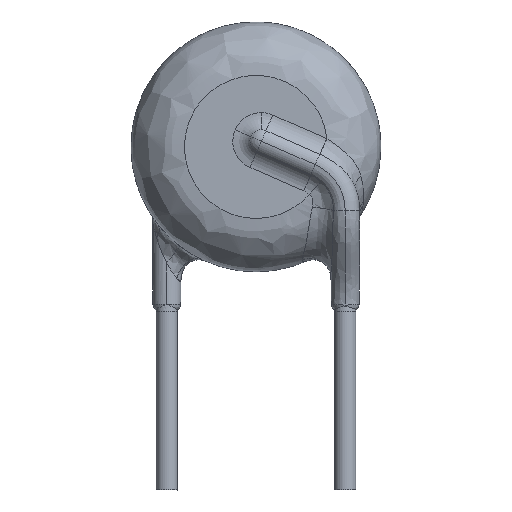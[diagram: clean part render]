
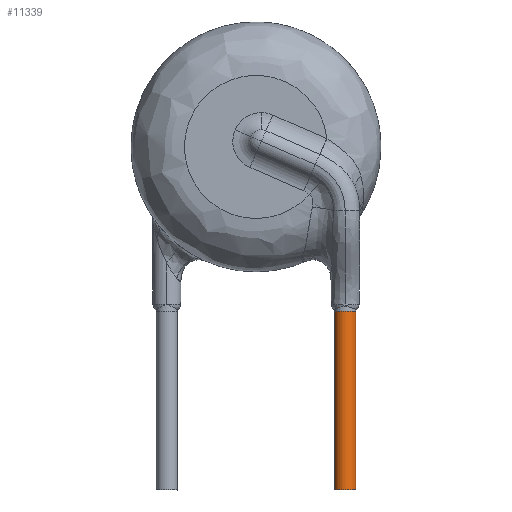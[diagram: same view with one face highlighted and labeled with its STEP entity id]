
A CAD part, front view. The second image highlights one B-rep face of the part: STEP entity #11339.
In plain terms, the highlighted free-form (B-spline) face has degree [3, 1] with [7, 2] control points.
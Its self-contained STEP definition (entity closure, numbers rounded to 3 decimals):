
#91 = CARTESIAN_POINT ( 'NONE',  ( 2.8, -1.6, -9.609 ) ) ;
#404 = CARTESIAN_POINT ( 'NONE',  ( 2.8, -1., -9.609 ) ) ;
#941 = DIRECTION ( 'NONE',  ( -0.002, 0., 1. ) ) ;
#982 = CIRCLE ( 'NONE', #4660, 0.3 ) ;
#1095 = CARTESIAN_POINT ( 'NONE',  ( 2.2, -1., -9.61 ) ) ;
#1250 = CARTESIAN_POINT ( 'NONE',  ( 2.8, -1.6, -4.609 ) ) ;
#1343 = CARTESIAN_POINT ( 'NONE',  ( 2.2, -0.4, -9.61 ) ) ;
#2090 = VERTEX_POINT ( 'NONE', #3999 ) ;
#2206 = VERTEX_POINT ( 'NONE', #1095 ) ;
#2554 = CARTESIAN_POINT ( 'NONE',  ( 2.8, -1., -4.609 ) ) ;
#2733 = CARTESIAN_POINT ( 'NONE',  ( 2.2, -1.6, -9.61 ) ) ;
#3443 = CARTESIAN_POINT ( 'NONE',  ( 2.5, -1., -9.609 ) ) ;
#3811 = CARTESIAN_POINT ( 'NONE',  ( 2.8, -1., -9.609 ) ) ;
#3999 = CARTESIAN_POINT ( 'NONE',  ( 2.2, -1., -4.61 ) ) ;
#4002 = EDGE_CURVE ( 'NONE', #2090, #2206, #12456, .T. ) ;
#4139 = EDGE_LOOP ( 'NONE', ( #11747, #6354, #9339, #7662 ) ) ;
#4495 = CARTESIAN_POINT ( 'NONE',  ( 2.8, -1., -4.609 ) ) ;
#4660 = AXIS2_PLACEMENT_3D ( 'NONE', #3443, #941, #5971 ) ;
#5143 = CARTESIAN_POINT ( 'NONE',  ( 2.2, -1., -4.61 ) ) ;
#5971 = DIRECTION ( 'NONE',  ( 1., 0., 0.002 ) ) ;
#6169 = EDGE_CURVE ( 'NONE', #13036, #10790, #12506, .T. ) ;
#6351 = FACE_OUTER_BOUND ( 'NONE', #4139, .T. ) ;
#6354 = ORIENTED_EDGE ( 'NONE', *, *, #4002, .T. ) ;
#6427 = CARTESIAN_POINT ( 'NONE',  ( 2.8, -1., -4.609 ) ) ;
#6600 = CARTESIAN_POINT ( 'NONE',  ( 2.2, -1.6, -4.61 ) ) ;
#7658 = CARTESIAN_POINT ( 'NONE',  ( 2.2, -1., -4.61 ) ) ;
#7662 = ORIENTED_EDGE ( 'NONE', *, *, #6169, .F. ) ;
#8381 = CIRCLE ( 'NONE', #13099, 0.3 ) ;
#8673 = DIRECTION ( 'NONE',  ( 1., 0., 0.002 ) ) ;
#9002 = CARTESIAN_POINT ( 'NONE',  ( 2.8, -0.4, -4.609 ) ) ;
#9339 = ORIENTED_EDGE ( 'NONE', *, *, #12150, .T. ) ;
#10062 = CARTESIAN_POINT ( 'NONE',  ( 2.8, -1., -9.609 ) ) ;
#10138 = CARTESIAN_POINT ( 'NONE',  ( 2.8, -1., -4.609 ) ) ;
#10212 = CARTESIAN_POINT ( 'NONE',  ( 2.2, -1., -9.61 ) ) ;
#10517 = EDGE_CURVE ( 'NONE', #2090, #13036, #8381, .T. ) ;
#10790 = VERTEX_POINT ( 'NONE', #404 ) ;
#11128 = CARTESIAN_POINT ( 'NONE',  ( 2.5, -1., -4.609 ) ) ;
#11339 = ADVANCED_FACE ( 'NONE', ( #6351 ), #12769, .F. ) ;
#11747 = ORIENTED_EDGE ( 'NONE', *, *, #10517, .F. ) ;
#12150 = EDGE_CURVE ( 'NONE', #2206, #10790, #982, .T. ) ;
#12456 = B_SPLINE_CURVE_WITH_KNOTS ( 'NONE', 1,
 ( #5143, #15274 ),
 .UNSPECIFIED., .F., .F.,
 ( 2, 2 ),
 ( 0., 1. ),
 .UNSPECIFIED. ) ;
#12506 = B_SPLINE_CURVE_WITH_KNOTS ( 'NONE', 1,
 ( #2554, #12895 ),
 .UNSPECIFIED., .F., .F.,
 ( 2, 2 ),
 ( 0., 1. ),
 .UNSPECIFIED. ) ;
#12605 = CARTESIAN_POINT ( 'NONE',  ( 2.8, -0.4, -9.609 ) ) ;
#12769 =( BOUNDED_SURFACE ( )  B_SPLINE_SURFACE ( 3, 1, ( 
 ( #6427, #10062 ),
 ( #9002, #12605 ),
 ( #15110, #1343 ),
 ( #7658, #10212 ),
 ( #6600, #2733 ),
 ( #1250, #91 ),
 ( #10138, #3811 ) ),
 .UNSPECIFIED., .T., .F., .F. ) 
 B_SPLINE_SURFACE_WITH_KNOTS ( ( 4, 3, 4 ),
 ( 2, 2 ),
 ( 0., 0.5, 1. ),
 ( 0., 1. ),
 .UNSPECIFIED. ) 
 GEOMETRIC_REPRESENTATION_ITEM ( )  RATIONAL_B_SPLINE_SURFACE ( (
 ( 1., 1.),
 ( 0.333, 0.333),
 ( 0.333, 0.333),
 ( 1., 1.),
 ( 0.333, 0.333),
 ( 0.333, 0.333),
 ( 1., 1.) ) ) 
 REPRESENTATION_ITEM ( '' )  SURFACE ( )  );
#12895 = CARTESIAN_POINT ( 'NONE',  ( 2.8, -1., -9.609 ) ) ;
#13036 = VERTEX_POINT ( 'NONE', #4495 ) ;
#13099 = AXIS2_PLACEMENT_3D ( 'NONE', #11128, #14863, #8673 ) ;
#14863 = DIRECTION ( 'NONE',  ( -0.002, 0., 1. ) ) ;
#15110 = CARTESIAN_POINT ( 'NONE',  ( 2.2, -0.4, -4.61 ) ) ;
#15274 = CARTESIAN_POINT ( 'NONE',  ( 2.2, -1., -9.61 ) ) ;
